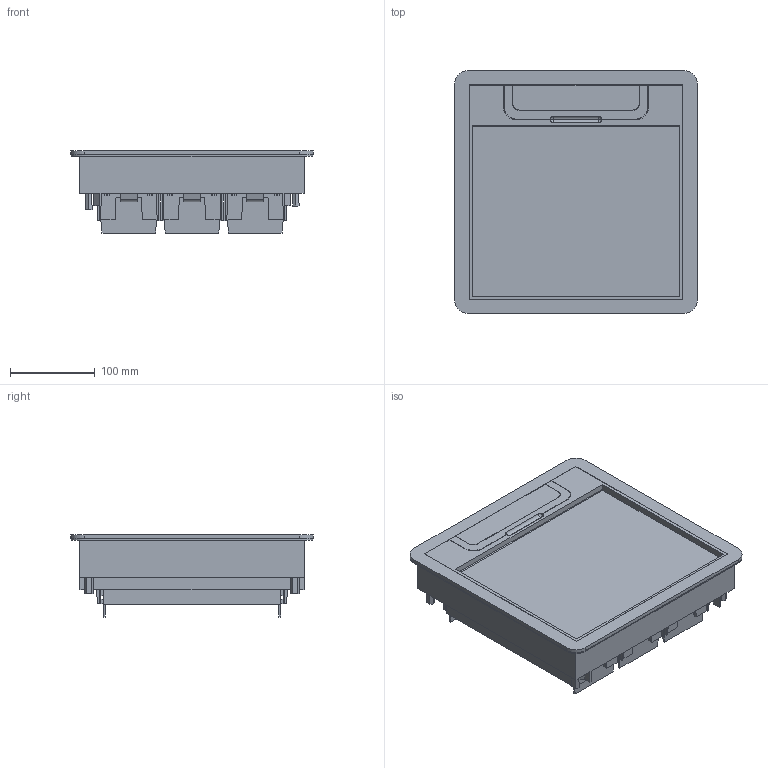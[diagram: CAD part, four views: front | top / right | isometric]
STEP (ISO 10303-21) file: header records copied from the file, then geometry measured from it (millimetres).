
FILE_DESCRIPTION(('CATIA V5 STEP Exchange','CAx-IF Rec.Pracs.--- Composite Materials ---3.4---2017-06-13'),'2;1');
FILE_NAME('LG-080711-S-ferme.stp','2025-04-30T15:58:15+00:00',('none'),('none'),'CATIA Version 5-6 Release 2020','CATIA V5 STEP AP203 v1','none');
FILE_SCHEMA(('CONFIG_CONTROL_DESIGN'));
Length unit declared in the file: millimetre
Products named in the file (4): A029368AA; A027505_A; A004292_A-AS1; A027675_A-ASS PLANCHER TECHNIQUE
Assembly tree (9 placements, depth 3):
  A029368AA
    A027505_A
      #65
    A004292_A-AS1
      #6492
      #22112
    A027675_A-ASS PLANCHER TECHNIQUE  x3
      #24930
Bounding box: 285.97 x 285.97 x 96.8 mm (x, y, z)
Volume: 1221001.6 mm3; surface area: 761661 mm2
Topology: 9 solids, 9 shells, 1558 faces, 4479 edges, 2944 vertices
Faces by surface type: plane 1303, cylinder 213, extrusion 30, revolution 12
Entity records: 33011 total; most frequent: CARTESIAN_POINT 7552, ORIENTED_EDGE 5990, DIRECTION 4021, EDGE_CURVE 2995, VECTOR 2649, LINE 2619, VERTEX_POINT 1976, EDGE_LOOP 1117
